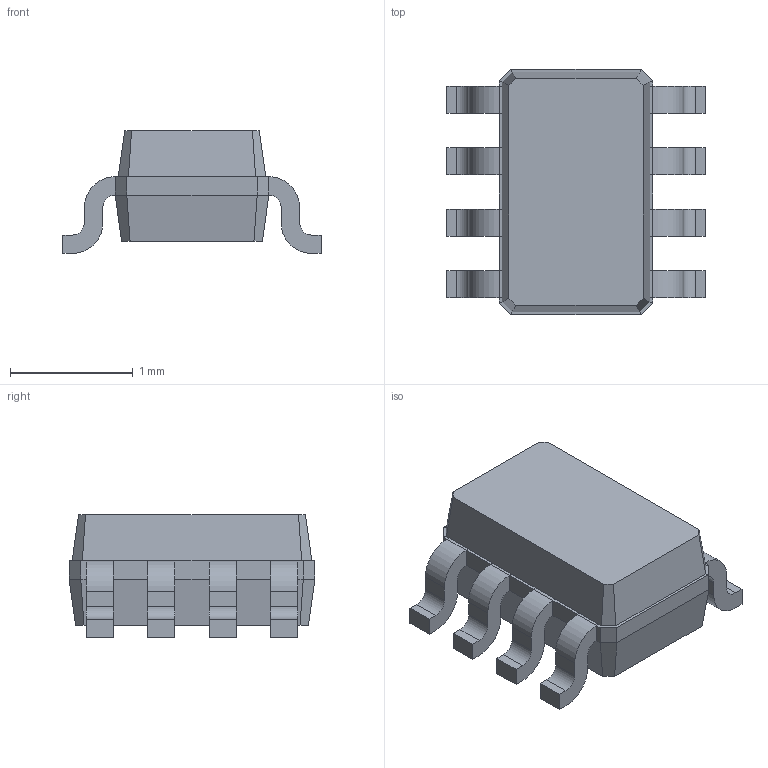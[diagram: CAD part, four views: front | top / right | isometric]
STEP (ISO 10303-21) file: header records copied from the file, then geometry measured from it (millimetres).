
FILE_DESCRIPTION(/* description */ ('model of SC-70-8'),/* implementation_level */ '2;1');
FILE_NAME(/* name */ 'SC-70-8.step',/* time_stamp */ '2017-12-18T01:05:49',/* author */ ('kicad StepUp','ksu'),/* organization */ ('FreeCAD'),/* preprocessor_version */ 'OCC',/* originating_system */ 'kicad StepUp',/* authorisation */ '');
FILE_SCHEMA(('AUTOMOTIVE_DESIGN { 1 0 10303 214 1 1 1 1 }'));
Length unit declared in the file: millimetre
Products named in the file (1): SC_70_8
Bounding box: 2.1 x 2 x 1 mm (x, y, z)
Volume: 2.3 mm3; surface area: 14.3 mm2
Topology: 1 solids, 1 shells, 146 faces, 360 edges, 216 vertices
Faces by surface type: plane 82, bspline 32, cylinder 32
Entity records: 2759 total; most frequent: ORIENTED_EDGE 632, EDGE_CURVE 360, CARTESIAN_POINT 281, LINE 232, VERTEX_POINT 216, AXIS2_PLACEMENT_3D 159, ADVANCED_FACE 146, FACE_BOUND 146
